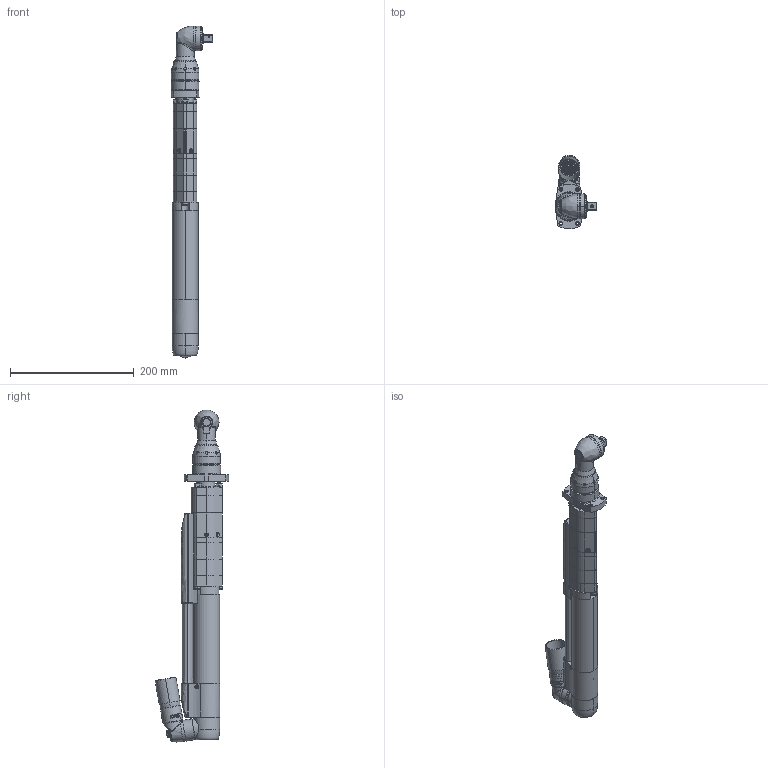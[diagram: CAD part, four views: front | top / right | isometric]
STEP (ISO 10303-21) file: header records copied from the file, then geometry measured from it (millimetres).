
FILE_DESCRIPTION((''),'2;1');
FILE_NAME('9831407728_ASM','2015-09-22T',('toohpn'),(''),'CREO PARAMETRIC BY PTC INC, 2015080','CREO PARAMETRIC BY PTC INC, 2015080','');
FILE_SCHEMA(('CONFIG_CONTROL_DESIGN','GEOMETRIC_VALIDATION_PROPERTIES_MIM'));
Products named in the file (45): 4230260102; 4230260112_ASM; 4230262500; 0219110017; 4230262900; 4230262180_ASM; 4230263000; 4230263200; 4230263300; 4230263280_ASM; 4230263700; 4230263400; 4230262700; 4230263500_AF0; 0215000398; 4230264080_ASM; 4230261700_AF0; 4230300080_ASM; 4230301180_ASM; 4230161900; 4230217000; 0211122000; 4230217081_ASM; 4230161300; 4230218070_AF0; 4230218070_AF1; 4230265880_ASM; 0216195765; 4230297280_ASM; 4230296280_ASM; 4230264411; 0211117400; 4230233600; 0261109110; 0246195689; 4230233580_ASM; 4220292611; 4210067535; 4220282360_ASM; 4090028100 ...
Assembly tree (56 placements, depth 5):
  9831407728_ASM
    4230301180_ASM
      4230260112_ASM
        4230260102
      4230262180_ASM
        4230262500
        0219110017  x2
        4230262900
      4230264080_ASM
        4230263000
        4230263280_ASM
          4230263200
          4230263300
        4230263700
        4230263400
        4230262700
        4230263500_AF0
        0215000398
      4230300080_ASM
        4230261700_AF0
    4230217081_ASM
      4230161900  x2
      4230217000
      0211122000  x3
    4230296280_ASM
      4230297280_ASM
        4230161300
        4230265880_ASM
          4230218070_AF0
          4230218070_AF1
        0216195765  x4
    4230264411
    0211117400  x2
    4230233580_ASM
      4230233600
      0261109110  x3
      0246195689  x3
    4224250800_ASM
      4220292611
      4220282360_ASM
        4210067535
      4090028100
      4220199300
      4220246600
    4220084800
Bounding box: 67 x 118.95 x 535.83 mm (x, y, z)
Volume: 489239.7 mm3; surface area: 292269.6 mm2
Topology: 44 solids, 58 shells, 5058 faces, 13353 edges, 8590 vertices
Faces by surface type: plane 2089, cylinder 1591, torus 448, bspline 443, cone 378, sphere 90, extrusion 13, revolution 6
Entity records: 181032 total; most frequent: CARTESIAN_POINT 50818, ORIENTED_EDGE 22474, DIRECTION 20765, EDGE_CURVE 11263, AXIS2_PLACEMENT_3D 7617, PRESENTATION_STYLE_ASSIGNMENT 7528, STYLED_ITEM 7399, CURVE_STYLE 7348
